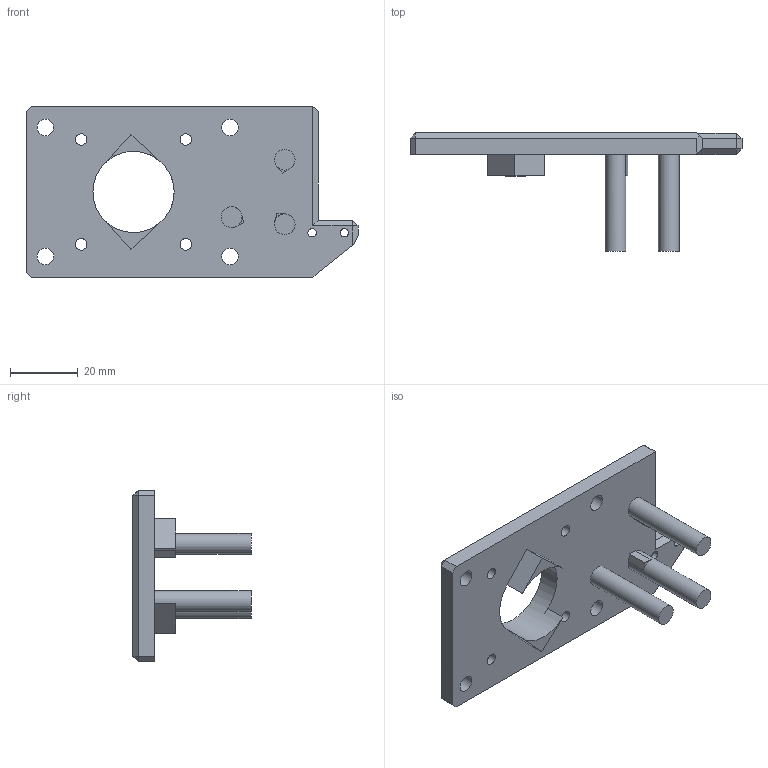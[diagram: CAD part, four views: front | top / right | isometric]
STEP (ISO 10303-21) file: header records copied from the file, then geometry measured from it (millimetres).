
FILE_DESCRIPTION(/* description */ (''),/* implementation_level */ '2;1');
FILE_NAME(/* name */ 'clawfrontLimSwitch.stp',/* time_stamp */ '2025-06-06T20:13:55-04:00',/* author */ ('Designer'),/* organization */ (''),/* preprocessor_version */ 'ST-DEVELOPER v20',/* originating_system */ 'Autodesk Inventor 2024',/* authorisation */ '');
FILE_SCHEMA (('AUTOMOTIVE_DESIGN { 1 0 10303 214 3 1 1 }'));
Length unit declared in the file: inch
Products named in the file (1): clawfront
Bounding box: 98.11 x 34.92 x 50.78 mm (x, y, z)
Volume: 27466.8 mm3; surface area: 12821.7 mm2
Topology: 1 solids, 1 shells, 60 faces, 167 edges, 126 vertices
Faces by surface type: plane 46, cylinder 14
Full cylindrical faces by diameter (mm): 2.5 x2, 3.4 x4, 4.928 x4, 6.096 x3, 24.003 x1
Entity records: 1947 total; most frequent: CARTESIAN_POINT 337, DIRECTION 324, ORIENTED_EDGE 300, EDGE_CURVE 150, LINE 112, VECTOR 112, AXIS2_PLACEMENT_3D 106, VERTEX_POINT 95
